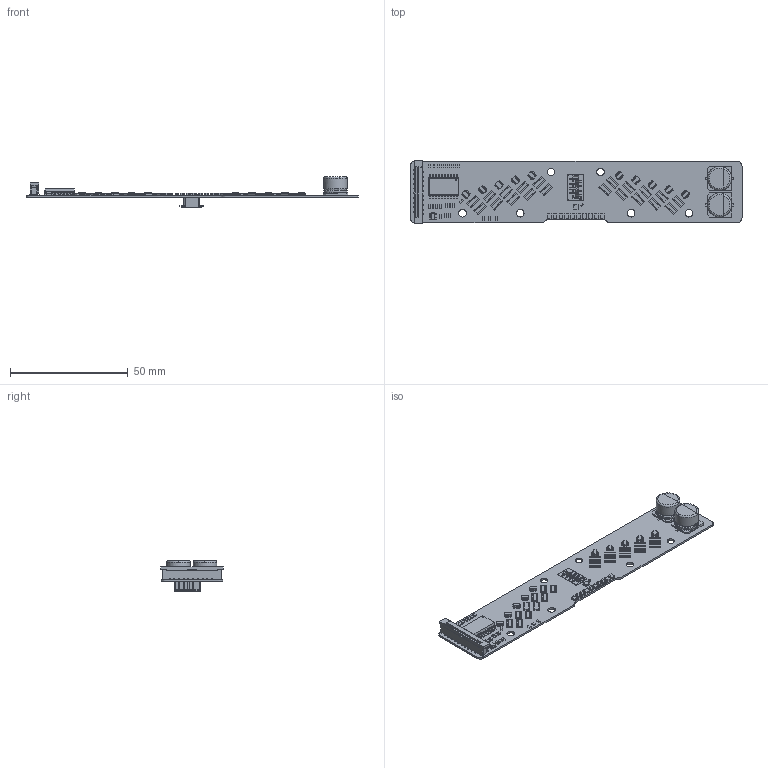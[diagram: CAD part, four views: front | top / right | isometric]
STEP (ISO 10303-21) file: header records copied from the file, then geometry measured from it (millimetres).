
FILE_DESCRIPTION(('KiCad electronic assembly'),'2;1');
FILE_NAME('LED_Module_E.step','2024-09-19T20:59:16',('Pcbnew'),('Kicad') ,'Open CASCADE STEP processor 7.7','KiCad to STEP converter','Unknown' );
FILE_SCHEMA(('AUTOMOTIVE_DESIGN { 1 0 10303 214 1 1 1 1 }'));
Length unit declared in the file: millimetre
Products named in the file (26): LED_Module_E 1; CP_Elec_10x7.9; CP_Elec_10x79; R_1020_2550Metric; C_0603_1608Metric; R_0603_1608Metric; XLamp XE-G; 2610-00144; 009159008603906; SOIC-20W_7.5x12.8mm_P1.27mm; SOIC_20W_75x128mm_P127mm; TSOP-6_1.65x3.05mm_P0.95mm; TSOP_6_165x305mm_P095mm; SOT-23-5; SOT_23_5; C_0402_1005Metric; SFW20S-2STE1LF; ISFW20S-2STLF; WSON-8-1EP_2x2mm_P0.5mm_EP0.9x1.6mm; WSON_8_1EP_2x2mm_P05mm_EP09x16mm; LED_Module_E_PCB
Assembly tree (83 placements, depth 3):
  LED_Module_E 1
    CP_Elec_10x7.9  x2
      CP_Elec_10x79
    R_1020_2550Metric  x20
      R_1020_2550Metric
    C_0603_1608Metric  x2
      C_0603_1608Metric
    R_0603_1608Metric  x20
      R_0603_1608Metric
    XLamp XE-G  x10
      2610-00144
    009159008603906
      009159008603906
    SOIC-20W_7.5x12.8mm_P1.27mm
      SOIC_20W_75x128mm_P127mm
    TSOP-6_1.65x3.05mm_P0.95mm  x10
      TSOP_6_165x305mm_P095mm
    SOT-23-5
      SOT_23_5
    C_0402_1005Metric
      C_0402_1005Metric
    SFW20S-2STE1LF
      ISFW20S-2STLF
    WSON-8-1EP_2x2mm_P0.5mm_EP0.9x1.6mm
      WSON_8_1EP_2x2mm_P05mm_EP09x16mm
    LED_Module_E_PCB
Bounding box: 140.75 x 26.4 x 12.95 mm (x, y, z)
Volume: 5164.9 mm3; surface area: 11779.7 mm2
Topology: 169 solids, 169 shells, 4833 faces, 12455 edges, 8000 vertices
Faces by surface type: plane 3241, cylinder 1133, bspline 421, torus 28, revolution 10
Full cylindrical faces by diameter (mm): 0.1 x10, 0.25 x3, 0.6 x1, 0.75 x2, 3.2 x6, 10 x4
Entity records: 64368 total; most frequent: CARTESIAN_POINT 11091, ORIENTED_EDGE 10042, DIRECTION 9434, EDGE_CURVE 5021, LINE 4017, VECTOR 4017, VERTEX_POINT 3245, AXIS2_PLACEMENT_3D 2704
